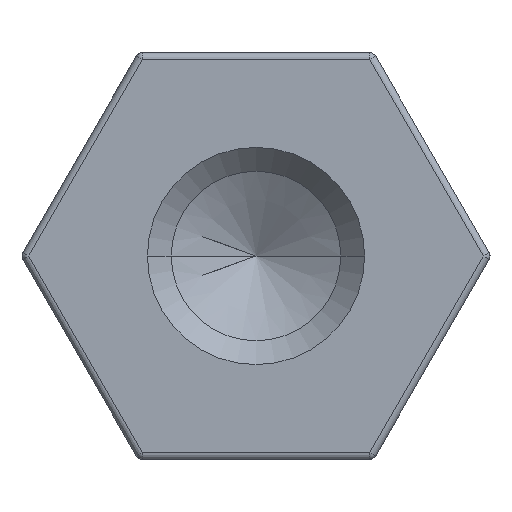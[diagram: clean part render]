
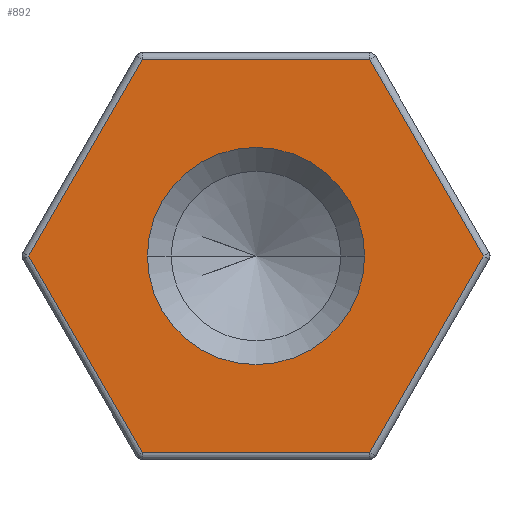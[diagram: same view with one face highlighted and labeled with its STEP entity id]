
A CAD part, left-side view. The second image highlights one B-rep face of the part: STEP entity #892.
In plain terms, the highlighted planar face has unit normal (-1, 0, 0).
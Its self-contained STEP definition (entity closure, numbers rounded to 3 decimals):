
#54 = CARTESIAN_POINT ( 'NONE',  ( 0., 1.674, -2.9 ) ) ;
#65 = VECTOR ( 'NONE', #596, 1000. ) ;
#68 = ORIENTED_EDGE ( 'NONE', *, *, #654, .T. ) ;
#79 = ORIENTED_EDGE ( 'NONE', *, *, #447, .T. ) ;
#87 = AXIS2_PLACEMENT_3D ( 'NONE', #520, #519, #516 ) ;
#94 = ORIENTED_EDGE ( 'NONE', *, *, #506, .T. ) ;
#118 = VERTEX_POINT ( 'NONE', #1303 ) ;
#127 = ORIENTED_EDGE ( 'NONE', *, *, #290, .T. ) ;
#135 = VERTEX_POINT ( 'NONE', #54 ) ;
#169 = VERTEX_POINT ( 'NONE', #1263 ) ;
#223 = LINE ( 'NONE', #730, #1295 ) ;
#225 = VERTEX_POINT ( 'NONE', #1293 ) ;
#236 = ORIENTED_EDGE ( 'NONE', *, *, #653, .T. ) ;
#253 = VECTOR ( 'NONE', #988, 1000. ) ;
#270 = AXIS2_PLACEMENT_3D ( 'NONE', #1437, #1421, #1412 ) ;
#290 = EDGE_CURVE ( 'NONE', #169, #524, #1317, .T. ) ;
#308 = ORIENTED_EDGE ( 'NONE', *, *, #647, .T. ) ;
#323 = VERTEX_POINT ( 'NONE', #1204 ) ;
#447 = EDGE_CURVE ( 'NONE', #323, #135, #571, .T. ) ;
#464 = ORIENTED_EDGE ( 'NONE', *, *, #627, .T. ) ;
#503 = LINE ( 'NONE', #594, #1017 ) ;
#506 = EDGE_CURVE ( 'NONE', #872, #118, #1361, .T. ) ;
#516 = DIRECTION ( 'NONE',  ( 0., 1., 0. ) ) ;
#519 = DIRECTION ( 'NONE',  ( 1., 0., 0. ) ) ;
#520 = CARTESIAN_POINT ( 'NONE',  ( 0., 0., 0. ) ) ;
#524 = VERTEX_POINT ( 'NONE', #940 ) ;
#532 = FACE_BOUND ( 'NONE', #1000, .T. ) ;
#534 = LINE ( 'NONE', #615, #788 ) ;
#537 = VERTEX_POINT ( 'NONE', #931 ) ;
#571 = LINE ( 'NONE', #1084, #1065 ) ;
#577 = DIRECTION ( 'NONE',  ( 0., 1., 0. ) ) ;
#594 = CARTESIAN_POINT ( 'NONE',  ( 0., 0., 2.9 ) ) ;
#596 = DIRECTION ( 'NONE',  ( 0., 0.5, 0.866 ) ) ;
#602 = CARTESIAN_POINT ( 'NONE',  ( 0., -2.511, 1.45 ) ) ;
#615 = CARTESIAN_POINT ( 'NONE',  ( 0., 2.511, 1.45 ) ) ;
#627 = EDGE_CURVE ( 'NONE', #135, #872, #223, .T. ) ;
#628 = DIRECTION ( 'NONE',  ( 0., 0.5, -0.866 ) ) ;
#647 = EDGE_CURVE ( 'NONE', #537, #323, #534, .T. ) ;
#653 = EDGE_CURVE ( 'NONE', #118, #225, #1037, .T. ) ;
#654 = EDGE_CURVE ( 'NONE', #225, #537, #503, .T. ) ;
#665 = EDGE_LOOP ( 'NONE', ( #236, #68, #308, #79, #464, #94 ) ) ;
#671 = EDGE_CURVE ( 'NONE', #524, #169, #721, .T. ) ;
#684 = AXIS2_PLACEMENT_3D ( 'NONE', #993, #1380, #1382 ) ;
#721 = CIRCLE ( 'NONE', #87, 1.6 ) ;
#730 = CARTESIAN_POINT ( 'NONE',  ( 0., 0., -2.9 ) ) ;
#732 = DIRECTION ( 'NONE',  ( 0., -1., 0. ) ) ;
#788 = VECTOR ( 'NONE', #628, 1000. ) ;
#815 = FACE_OUTER_BOUND ( 'NONE', #665, .T. ) ;
#872 = VERTEX_POINT ( 'NONE', #984 ) ;
#892 = ADVANCED_FACE ( 'NONE', ( #815, #532 ), #1148, .F. ) ;
#931 = CARTESIAN_POINT ( 'NONE',  ( 0., 1.674, 2.9 ) ) ;
#940 = CARTESIAN_POINT ( 'NONE',  ( 0., 1.6, 0. ) ) ;
#984 = CARTESIAN_POINT ( 'NONE',  ( 0., -1.674, -2.9 ) ) ;
#988 = DIRECTION ( 'NONE',  ( 0., -0.5, 0.866 ) ) ;
#992 = CARTESIAN_POINT ( 'NONE',  ( 0., -2.511, -1.45 ) ) ;
#993 = CARTESIAN_POINT ( 'NONE',  ( 0., 0., 0. ) ) ;
#1000 = EDGE_LOOP ( 'NONE', ( #1298, #127 ) ) ;
#1017 = VECTOR ( 'NONE', #577, 1000. ) ;
#1037 = LINE ( 'NONE', #602, #65 ) ;
#1065 = VECTOR ( 'NONE', #1180, 1000. ) ;
#1084 = CARTESIAN_POINT ( 'NONE',  ( 0., 2.511, -1.45 ) ) ;
#1148 = PLANE ( 'NONE',  #684 ) ;
#1180 = DIRECTION ( 'NONE',  ( 0., -0.5, -0.866 ) ) ;
#1204 = CARTESIAN_POINT ( 'NONE',  ( 0., 3.349, 0. ) ) ;
#1263 = CARTESIAN_POINT ( 'NONE',  ( 0., -1.6, 0. ) ) ;
#1293 = CARTESIAN_POINT ( 'NONE',  ( 0., -1.674, 2.9 ) ) ;
#1295 = VECTOR ( 'NONE', #732, 1000. ) ;
#1298 = ORIENTED_EDGE ( 'NONE', *, *, #671, .T. ) ;
#1303 = CARTESIAN_POINT ( 'NONE',  ( 0., -3.349, 0. ) ) ;
#1317 = CIRCLE ( 'NONE', #270, 1.6 ) ;
#1361 = LINE ( 'NONE', #992, #253 ) ;
#1380 = DIRECTION ( 'NONE',  ( 1., 0., 0. ) ) ;
#1382 = DIRECTION ( 'NONE',  ( 0., 1., 0. ) ) ;
#1412 = DIRECTION ( 'NONE',  ( 0., 1., 0. ) ) ;
#1421 = DIRECTION ( 'NONE',  ( 1., 0., 0. ) ) ;
#1437 = CARTESIAN_POINT ( 'NONE',  ( 0., 0., 0. ) ) ;
